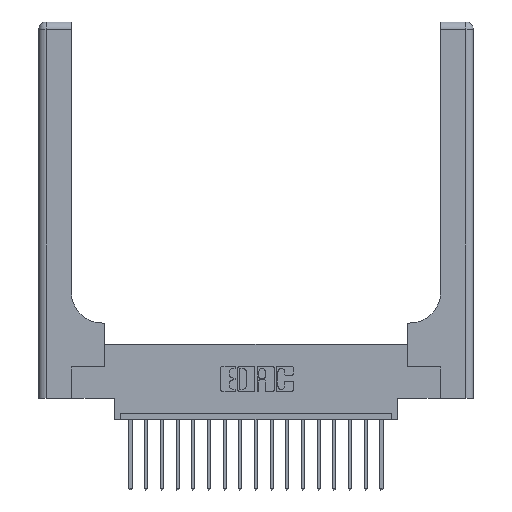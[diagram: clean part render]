
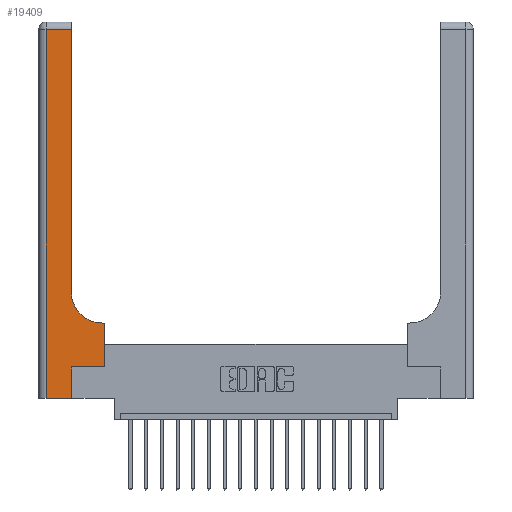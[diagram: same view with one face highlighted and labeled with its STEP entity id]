
A CAD part, top view. The second image highlights one B-rep face of the part: STEP entity #19409.
In plain terms, the highlighted planar face has unit normal (0, 0, 1).
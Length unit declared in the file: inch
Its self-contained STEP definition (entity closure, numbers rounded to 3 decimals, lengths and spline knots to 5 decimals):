
#28 = DIRECTION ( 'NONE',  ( 0., 1., 0. ) ) ;
#80 = VERTEX_POINT ( 'NONE', #15215 ) ;
#774 = VERTEX_POINT ( 'NONE', #19436 ) ;
#1219 = VECTOR ( 'NONE', #19347, 39.37008 ) ;
#1233 = DIRECTION ( 'NONE',  ( 0., 1., 0. ) ) ;
#1285 = VERTEX_POINT ( 'NONE', #10916 ) ;
#1475 = ORIENTED_EDGE ( 'NONE', *, *, #5275, .T. ) ;
#1768 = LINE ( 'NONE', #15533, #7906 ) ;
#1790 = ORIENTED_EDGE ( 'NONE', *, *, #14343, .T. ) ;
#2040 = VECTOR ( 'NONE', #2399, 39.37008 ) ;
#2165 = PLANE ( 'NONE',  #6272 ) ;
#2181 = CARTESIAN_POINT ( 'NONE',  ( 0.06, 3., 0.37 ) ) ;
#2399 = DIRECTION ( 'NONE',  ( -1., 0., 0. ) ) ;
#3143 = CARTESIAN_POINT ( 'NONE',  ( 0.06, 0., 0.37 ) ) ;
#3978 = FACE_OUTER_BOUND ( 'NONE', #4491, .T. ) ;
#4491 = EDGE_LOOP ( 'NONE', ( #16698, #1475, #15821, #15171, #6446, #1790, #17248, #12072, #10041 ) ) ;
#5036 = CARTESIAN_POINT ( 'NONE',  ( 0.06, 2.94, 0.37 ) ) ;
#5191 = DIRECTION ( 'NONE',  ( 0., -1., 0. ) ) ;
#5275 = EDGE_CURVE ( 'NONE', #13881, #8507, #10036, .T. ) ;
#5504 = LINE ( 'NONE', #11391, #2040 ) ;
#5963 = EDGE_CURVE ( 'NONE', #7060, #1285, #7526, .T. ) ;
#6272 = AXIS2_PLACEMENT_3D ( 'NONE', #11554, #17207, #8063 ) ;
#6446 = ORIENTED_EDGE ( 'NONE', *, *, #7636, .T. ) ;
#7011 = CARTESIAN_POINT ( 'NONE',  ( 0.26, 0.85, 0.37 ) ) ;
#7060 = VERTEX_POINT ( 'NONE', #14631 ) ;
#7112 = VECTOR ( 'NONE', #13372, 39.37008 ) ;
#7134 = VECTOR ( 'NONE', #8550, 39.37008 ) ;
#7217 = CARTESIAN_POINT ( 'NONE',  ( 0.265, 0., 0.37 ) ) ;
#7289 = CARTESIAN_POINT ( 'NONE',  ( 0.265, 0.25, 0.37 ) ) ;
#7526 = LINE ( 'NONE', #15283, #10955 ) ;
#7636 = EDGE_CURVE ( 'NONE', #80, #17539, #16254, .T. ) ;
#7705 = EDGE_CURVE ( 'NONE', #17784, #80, #1768, .T. ) ;
#7906 = VECTOR ( 'NONE', #14252, 39.37008 ) ;
#8063 = DIRECTION ( 'NONE',  ( -1., 0., 0. ) ) ;
#8191 = LINE ( 'NONE', #2181, #12518 ) ;
#8507 = VERTEX_POINT ( 'NONE', #5036 ) ;
#8550 = DIRECTION ( 'NONE',  ( -1., 0., 0. ) ) ;
#9963 = EDGE_CURVE ( 'NONE', #1285, #774, #5504, .T. ) ;
#10036 = LINE ( 'NONE', #17574, #7134 ) ;
#10041 = ORIENTED_EDGE ( 'NONE', *, *, #10829, .T. ) ;
#10829 = EDGE_CURVE ( 'NONE', #774, #11197, #11538, .T. ) ;
#10916 = CARTESIAN_POINT ( 'NONE',  ( 0.528, 0.6, 0.37 ) ) ;
#10955 = VECTOR ( 'NONE', #28, 39.37008 ) ;
#11197 = VERTEX_POINT ( 'NONE', #7011 ) ;
#11207 = AXIS2_PLACEMENT_3D ( 'NONE', #14425, #18984, #15996 ) ;
#11391 = CARTESIAN_POINT ( 'NONE',  ( 0.26, 0.6, 0.37 ) ) ;
#11538 = CIRCLE ( 'NONE', #11207, 0.25 ) ;
#11554 = CARTESIAN_POINT ( 'NONE',  ( 0., 3., 0.37 ) ) ;
#12072 = ORIENTED_EDGE ( 'NONE', *, *, #9963, .T. ) ;
#12518 = VECTOR ( 'NONE', #5191, 39.37008 ) ;
#13100 = CARTESIAN_POINT ( 'NONE',  ( 0.26, 3., 0.37 ) ) ;
#13372 = DIRECTION ( 'NONE',  ( 1., 0., 0. ) ) ;
#13832 = CARTESIAN_POINT ( 'NONE',  ( 0.265, 0.25, 0.37 ) ) ;
#13881 = VERTEX_POINT ( 'NONE', #18139 ) ;
#14252 = DIRECTION ( 'NONE',  ( 1., 0., 0. ) ) ;
#14343 = EDGE_CURVE ( 'NONE', #17539, #7060, #15243, .T. ) ;
#14425 = CARTESIAN_POINT ( 'NONE',  ( 0.51, 0.85, 0.37 ) ) ;
#14631 = CARTESIAN_POINT ( 'NONE',  ( 0.528, 0.25, 0.37 ) ) ;
#14896 = LINE ( 'NONE', #13100, #16382 ) ;
#15171 = ORIENTED_EDGE ( 'NONE', *, *, #7705, .T. ) ;
#15215 = CARTESIAN_POINT ( 'NONE',  ( 0.265, 0., 0.37 ) ) ;
#15243 = LINE ( 'NONE', #7289, #7112 ) ;
#15283 = CARTESIAN_POINT ( 'NONE',  ( 0.528, 0.25, 0.37 ) ) ;
#15507 = EDGE_CURVE ( 'NONE', #8507, #17784, #8191, .T. ) ;
#15533 = CARTESIAN_POINT ( 'NONE',  ( 0., 0., 0.37 ) ) ;
#15821 = ORIENTED_EDGE ( 'NONE', *, *, #15507, .T. ) ;
#15996 = DIRECTION ( 'NONE',  ( 1., 0., 0. ) ) ;
#16254 = LINE ( 'NONE', #7217, #1219 ) ;
#16382 = VECTOR ( 'NONE', #1233, 39.37008 ) ;
#16698 = ORIENTED_EDGE ( 'NONE', *, *, #16978, .T. ) ;
#16978 = EDGE_CURVE ( 'NONE', #11197, #13881, #14896, .T. ) ;
#17207 = DIRECTION ( 'NONE',  ( 0., 0., -1. ) ) ;
#17248 = ORIENTED_EDGE ( 'NONE', *, *, #5963, .T. ) ;
#17539 = VERTEX_POINT ( 'NONE', #13832 ) ;
#17574 = CARTESIAN_POINT ( 'NONE',  ( 0., 2.94, 0.37 ) ) ;
#17784 = VERTEX_POINT ( 'NONE', #3143 ) ;
#18139 = CARTESIAN_POINT ( 'NONE',  ( 0.26, 2.94, 0.37 ) ) ;
#18984 = DIRECTION ( 'NONE',  ( 0., 0., -1. ) ) ;
#19347 = DIRECTION ( 'NONE',  ( 0., 1., 0. ) ) ;
#19409 = ADVANCED_FACE ( 'NONE', ( #3978 ), #2165, .F. ) ;
#19436 = CARTESIAN_POINT ( 'NONE',  ( 0.51, 0.6, 0.37 ) ) ;
